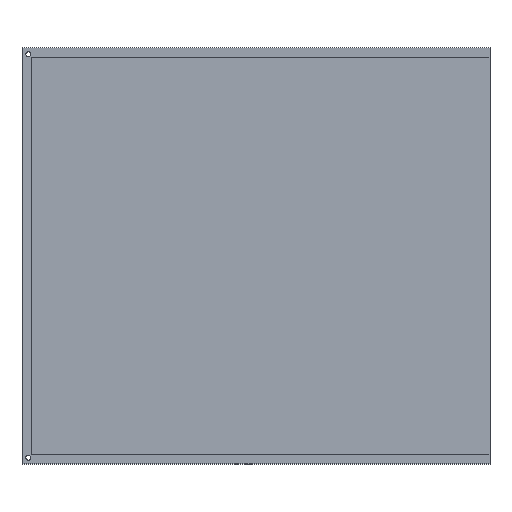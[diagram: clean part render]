
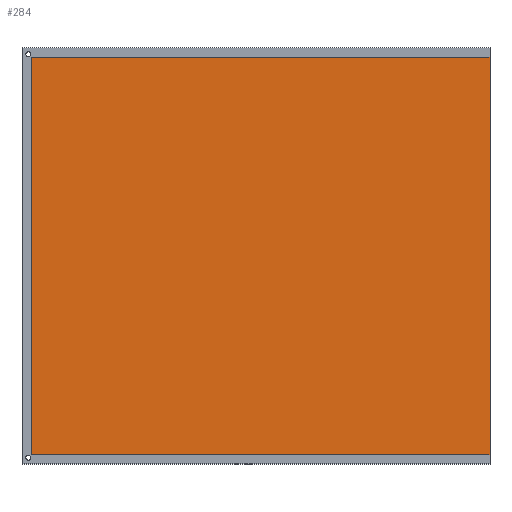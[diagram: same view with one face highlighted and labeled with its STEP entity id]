
A CAD part, top view. The second image highlights one B-rep face of the part: STEP entity #284.
In plain terms, the highlighted planar face has unit normal (0, 0, 1).
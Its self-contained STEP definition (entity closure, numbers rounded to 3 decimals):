
#30=PLANE('',#310);
#46=FACE_OUTER_BOUND('',#66,.T.);
#66=EDGE_LOOP('',(#249,#250,#251,#252));
#81=LINE('',#430,#109);
#95=LINE('',#460,#123);
#96=LINE('',#463,#124);
#97=LINE('',#464,#125);
#109=VECTOR('',#349,10.);
#123=VECTOR('',#381,10.);
#124=VECTOR('',#384,10.);
#125=VECTOR('',#385,10.);
#149=VERTEX_POINT('',#428);
#150=VERTEX_POINT('',#429);
#157=VERTEX_POINT('',#458);
#158=VERTEX_POINT('',#462);
#175=EDGE_CURVE('',#149,#150,#81,.T.);
#191=EDGE_CURVE('',#150,#157,#95,.T.);
#192=EDGE_CURVE('',#157,#158,#96,.T.);
#193=EDGE_CURVE('',#158,#149,#97,.T.);
#249=ORIENTED_EDGE('',*,*,#192,.F.);
#250=ORIENTED_EDGE('',*,*,#191,.F.);
#251=ORIENTED_EDGE('',*,*,#175,.F.);
#252=ORIENTED_EDGE('',*,*,#193,.F.);
#284=ADVANCED_FACE('',(#46),#30,.F.);
#310=AXIS2_PLACEMENT_3D('',#461,#382,#383);
#349=DIRECTION('',(0.,1.,0.));
#381=DIRECTION('',(1.,0.,0.));
#382=DIRECTION('center_axis',(0.,0.,-1.));
#383=DIRECTION('ref_axis',(1.,0.,0.));
#384=DIRECTION('',(0.,-1.,0.));
#385=DIRECTION('',(-1.,0.,0.));
#428=CARTESIAN_POINT('',(20.5,-167.575,-10.));
#429=CARTESIAN_POINT('',(20.5,-41.013,-10.));
#430=CARTESIAN_POINT('',(20.5,-72.653,-10.));
#458=CARTESIAN_POINT('',(166.6,-41.013,-10.));
#460=CARTESIAN_POINT('',(351.469,-41.013,-10.));
#461=CARTESIAN_POINT('Origin',(241.146,-104.294,-10.));
#462=CARTESIAN_POINT('',(166.6,-167.575,-10.));
#463=CARTESIAN_POINT('',(166.6,-137.434,-10.));
#464=CARTESIAN_POINT('',(130.823,-167.575,-10.));
